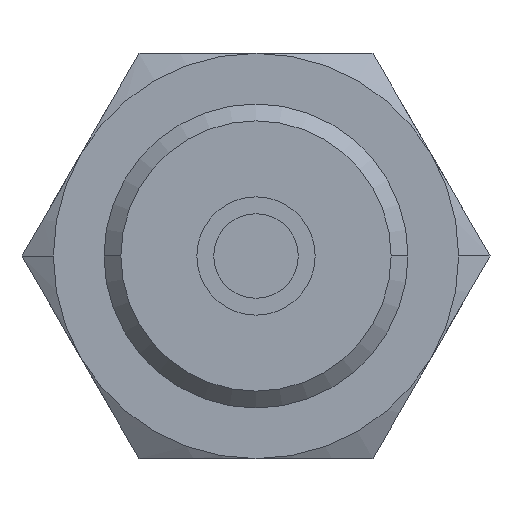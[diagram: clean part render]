
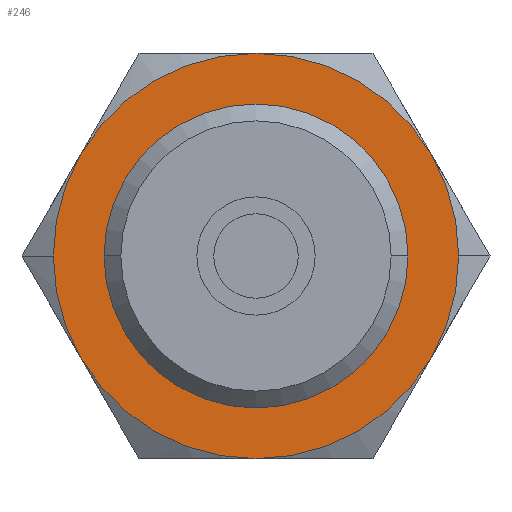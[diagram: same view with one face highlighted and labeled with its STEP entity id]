
A CAD part, front view. The second image highlights one B-rep face of the part: STEP entity #246.
In plain terms, the highlighted planar face has unit normal (0, -1, 0).
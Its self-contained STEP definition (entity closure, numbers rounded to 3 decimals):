
#246=ADVANCED_FACE('',(#410,#411),#412,.T.);
#410=FACE_OUTER_BOUND('',#581,.T.);
#411=FACE_BOUND('',#582,.T.);
#412=PLANE('',#583);
#581=EDGE_LOOP('',(#1115,#1116,#1117,#1118,#1119,#1120,#1121,#1122));
#582=EDGE_LOOP('',(#1123,#1124));
#583=AXIS2_PLACEMENT_3D('',#1125,#1126,#1127);
#1115=ORIENTED_EDGE('',*,*,#1325,.F.);
#1116=ORIENTED_EDGE('',*,*,#1311,.F.);
#1117=ORIENTED_EDGE('',*,*,#1314,.F.);
#1118=ORIENTED_EDGE('',*,*,#1316,.F.);
#1119=ORIENTED_EDGE('',*,*,#1309,.F.);
#1120=ORIENTED_EDGE('',*,*,#1320,.F.);
#1121=ORIENTED_EDGE('',*,*,#1323,.F.);
#1122=ORIENTED_EDGE('',*,*,#1305,.F.);
#1123=ORIENTED_EDGE('',*,*,#1345,.T.);
#1124=ORIENTED_EDGE('',*,*,#1289,.T.);
#1125=CARTESIAN_POINT('',(10.5,-18.0,0.0));
#1126=DIRECTION('',(0.0,-1.0,0.0));
#1127=DIRECTION('',(-1.0,0.0,0.0));
#1289=EDGE_CURVE('',#1522,#1519,#1523,.T.);
#1305=EDGE_CURVE('',#1549,#1552,#1553,.T.);
#1309=EDGE_CURVE('',#1558,#1556,#1560,.T.);
#1311=EDGE_CURVE('',#1562,#1564,#1565,.T.);
#1314=EDGE_CURVE('',#1568,#1562,#1570,.T.);
#1316=EDGE_CURVE('',#1556,#1568,#1572,.T.);
#1320=EDGE_CURVE('',#1576,#1558,#1578,.T.);
#1323=EDGE_CURVE('',#1552,#1576,#1582,.T.);
#1325=EDGE_CURVE('',#1564,#1549,#1584,.T.);
#1345=EDGE_CURVE('',#1519,#1522,#1612,.T.);
#1519=VERTEX_POINT('',#2116);
#1522=VERTEX_POINT('',#2120);
#1523=CIRCLE('',#2121,9.0);
#1549=VERTEX_POINT('',#2176);
#1552=VERTEX_POINT('',#2180);
#1553=CIRCLE('',#2181,12.0);
#1556=VERTEX_POINT('',#2195);
#1558=VERTEX_POINT('',#2198);
#1560=CIRCLE('',#2211,12.0);
#1562=VERTEX_POINT('',#2213);
#1564=VERTEX_POINT('',#2226);
#1565=CIRCLE('',#2227,12.0);
#1568=VERTEX_POINT('',#2241);
#1570=CIRCLE('',#2254,12.0);
#1572=CIRCLE('',#2267,12.0);
#1576=VERTEX_POINT('',#2293);
#1578=CIRCLE('',#2306,12.0);
#1582=CIRCLE('',#2332,12.0);
#1584=CIRCLE('',#2345,12.0);
#1612=CIRCLE('',#2483,9.0);
#2116=CARTESIAN_POINT('',(9.0,-18.0,0.0));
#2120=CARTESIAN_POINT('',(-9.0,-18.0,0.));
#2121=AXIS2_PLACEMENT_3D('',#2673,#2674,#2675);
#2176=CARTESIAN_POINT('',(12.0,-18.0,0.));
#2180=CARTESIAN_POINT('',(10.392,-18.0,-6.0));
#2181=AXIS2_PLACEMENT_3D('',#2699,#2700,#2701);
#2195=CARTESIAN_POINT('',(-12.0,-18.0,0.));
#2198=CARTESIAN_POINT('',(-10.392,-18.0,-6.0));
#2211=AXIS2_PLACEMENT_3D('',#2703,#2704,#2705);
#2213=CARTESIAN_POINT('',(0.,-18.0,12.0));
#2226=CARTESIAN_POINT('',(10.392,-18.0,6.0));
#2227=AXIS2_PLACEMENT_3D('',#2706,#2707,#2708);
#2241=CARTESIAN_POINT('',(-10.392,-18.0,6.0));
#2254=AXIS2_PLACEMENT_3D('',#2709,#2710,#2711);
#2267=AXIS2_PLACEMENT_3D('',#2712,#2713,#2714);
#2293=CARTESIAN_POINT('',(0.0,-18.0,-12.0));
#2306=AXIS2_PLACEMENT_3D('',#2715,#2716,#2717);
#2332=AXIS2_PLACEMENT_3D('',#2718,#2719,#2720);
#2345=AXIS2_PLACEMENT_3D('',#2721,#2722,#2723);
#2483=AXIS2_PLACEMENT_3D('',#2751,#2752,#2753);
#2673=CARTESIAN_POINT('',(0.0,-18.0,0.0));
#2674=DIRECTION('',(0.0,1.0,0.0));
#2675=DIRECTION('',(1.0,0.0,0.0));
#2699=CARTESIAN_POINT('',(0.0,-18.0,0.0));
#2700=DIRECTION('',(0.0,1.0,0.0));
#2701=DIRECTION('',(1.0,0.0,0.0));
#2703=CARTESIAN_POINT('',(0.0,-18.0,0.0));
#2704=DIRECTION('',(0.0,1.0,0.0));
#2705=DIRECTION('',(1.0,0.0,0.0));
#2706=CARTESIAN_POINT('',(0.0,-18.0,0.0));
#2707=DIRECTION('',(0.0,1.0,0.0));
#2708=DIRECTION('',(1.0,0.0,0.0));
#2709=CARTESIAN_POINT('',(0.0,-18.0,0.0));
#2710=DIRECTION('',(0.0,1.0,0.0));
#2711=DIRECTION('',(1.0,0.0,0.0));
#2712=CARTESIAN_POINT('',(0.0,-18.0,0.0));
#2713=DIRECTION('',(0.0,1.0,0.0));
#2714=DIRECTION('',(1.0,0.0,0.0));
#2715=CARTESIAN_POINT('',(0.0,-18.0,0.0));
#2716=DIRECTION('',(0.0,1.0,0.0));
#2717=DIRECTION('',(1.0,0.0,0.0));
#2718=CARTESIAN_POINT('',(0.0,-18.0,0.0));
#2719=DIRECTION('',(0.0,1.0,0.0));
#2720=DIRECTION('',(1.0,0.0,0.0));
#2721=CARTESIAN_POINT('',(0.0,-18.0,0.0));
#2722=DIRECTION('',(0.0,1.0,0.0));
#2723=DIRECTION('',(1.0,0.0,0.0));
#2751=CARTESIAN_POINT('',(0.0,-18.0,0.0));
#2752=DIRECTION('',(0.0,1.0,0.0));
#2753=DIRECTION('',(1.0,0.0,0.0));
